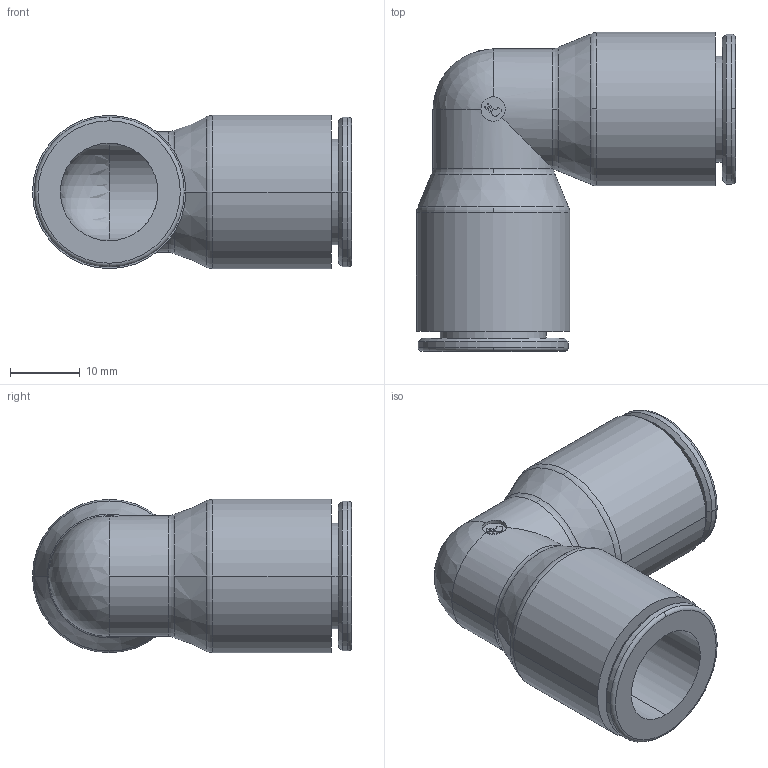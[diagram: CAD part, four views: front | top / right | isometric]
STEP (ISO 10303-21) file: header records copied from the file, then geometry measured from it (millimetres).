
FILE_DESCRIPTION(('STEP AP214'),'1');
FILE_NAME('3102_14_00.stp','2016-07-07T14:57:37',('TraceParts'),('TraceParts S.A.'),'Spatial InterOp 3D',' ',' ');
FILE_SCHEMA(('automotive_design'));
Length unit declared in the file: millimetre
Products named in the file (1): 1
Bounding box: 45.77 x 45.77 x 22 mm (x, y, z)
Volume: 11739.1 mm3; surface area: 8532.7 mm2
Topology: 1 solids, 1 shells, 73 faces, 187 edges, 120 vertices
Faces by surface type: cylinder 28, plane 23, torus 12, cone 8, sphere 2
Entity records: 2408 total; most frequent: CARTESIAN_POINT 537, DIRECTION 433, ORIENTED_EDGE 368, EDGE_CURVE 184, AXIS2_PLACEMENT_3D 180, VERTEX_POINT 120, CIRCLE 103, EDGE_LOOP 82
